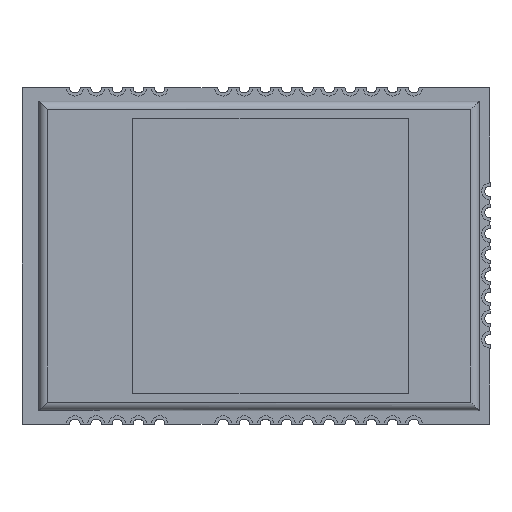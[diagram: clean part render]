
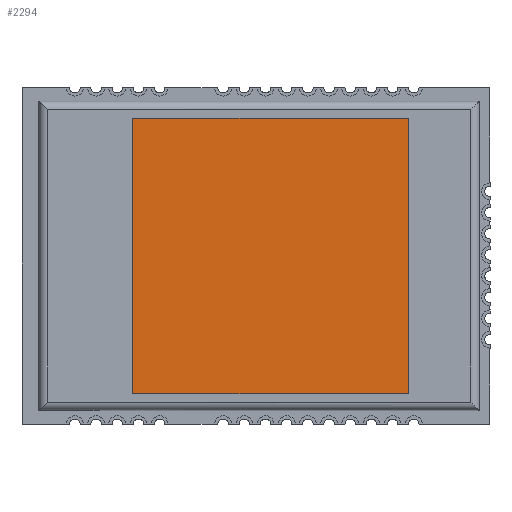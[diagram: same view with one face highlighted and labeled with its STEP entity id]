
A CAD part, top view. The second image highlights one B-rep face of the part: STEP entity #2294.
In plain terms, the highlighted face is planar.
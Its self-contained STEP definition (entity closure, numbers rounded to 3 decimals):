
#513 = PLANE ( 'NONE',  #1409 ) ;
#515 = CARTESIAN_POINT ( 'NONE',  ( -6.5, 0.05, -6.5 ) ) ;
#519 = FACE_OUTER_BOUND ( 'NONE', #2918, .T. ) ;
#521 = DIRECTION ( 'NONE',  ( 0., 1., 0. ) ) ;
#522 = DIRECTION ( 'NONE',  ( 0., 0., 1. ) ) ;
#1172 = VERTEX_POINT ( 'NONE', #1212 ) ;
#1177 = VERTEX_POINT ( 'NONE', #1217 ) ;
#1178 = VERTEX_POINT ( 'NONE', #1218 ) ;
#1182 = VERTEX_POINT ( 'NONE', #1222 ) ;
#1212 = CARTESIAN_POINT ( 'NONE',  ( -6.5, 0.05, 6.5 ) ) ;
#1217 = CARTESIAN_POINT ( 'NONE',  ( -6.5, 0.05, -6.5 ) ) ;
#1218 = CARTESIAN_POINT ( 'NONE',  ( 6.5, 0.05, 6.5 ) ) ;
#1222 = CARTESIAN_POINT ( 'NONE',  ( 6.5, 0.05, -6.5 ) ) ;
#1328 = ORIENTED_EDGE ( 'NONE', *, *, #2177, .T. ) ;
#1329 = ORIENTED_EDGE ( 'NONE', *, *, #2187, .T. ) ;
#1330 = ORIENTED_EDGE ( 'NONE', *, *, #2193, .T. ) ;
#1331 = ORIENTED_EDGE ( 'NONE', *, *, #2196, .T. ) ;
#1409 = AXIS2_PLACEMENT_3D ( 'NONE', #515, #521, #522 ) ;
#2177 = EDGE_CURVE ( 'NONE', #1177, #1172, #2816, .T. ) ;
#2187 = EDGE_CURVE ( 'NONE', #1172, #1178, #2829, .T. ) ;
#2193 = EDGE_CURVE ( 'NONE', #1178, #1182, #2832, .T. ) ;
#2196 = EDGE_CURVE ( 'NONE', #1182, #1177, #2855, .T. ) ;
#2294 = ADVANCED_FACE ( 'NONE', ( #519 ), #513, .T. ) ;
#2816 = LINE ( 'NONE', #2831, #4163 ) ;
#2829 = LINE ( 'NONE', #2842, #4164 ) ;
#2831 = CARTESIAN_POINT ( 'NONE',  ( -6.5, 0.05, 6.5 ) ) ;
#2832 = LINE ( 'NONE', #2850, #4167 ) ;
#2833 = DIRECTION ( 'NONE',  ( 0., 0., 1. ) ) ;
#2842 = CARTESIAN_POINT ( 'NONE',  ( 6.5, 0.05, 6.5 ) ) ;
#2843 = DIRECTION ( 'NONE',  ( 1., 0., 0. ) ) ;
#2850 = CARTESIAN_POINT ( 'NONE',  ( 6.5, 0.05, 6.5 ) ) ;
#2851 = DIRECTION ( 'NONE',  ( 0., 0., -1. ) ) ;
#2855 = LINE ( 'NONE', #2856, #4172 ) ;
#2856 = CARTESIAN_POINT ( 'NONE',  ( 6.5, 0.05, -6.5 ) ) ;
#2857 = DIRECTION ( 'NONE',  ( -1., 0., 0. ) ) ;
#2918 = EDGE_LOOP ( 'NONE', ( #1328, #1329, #1330, #1331 ) ) ;
#4163 = VECTOR ( 'NONE', #2833, 1000. ) ;
#4164 = VECTOR ( 'NONE', #2843, 1000. ) ;
#4167 = VECTOR ( 'NONE', #2851, 1000. ) ;
#4172 = VECTOR ( 'NONE', #2857, 1000. ) ;
